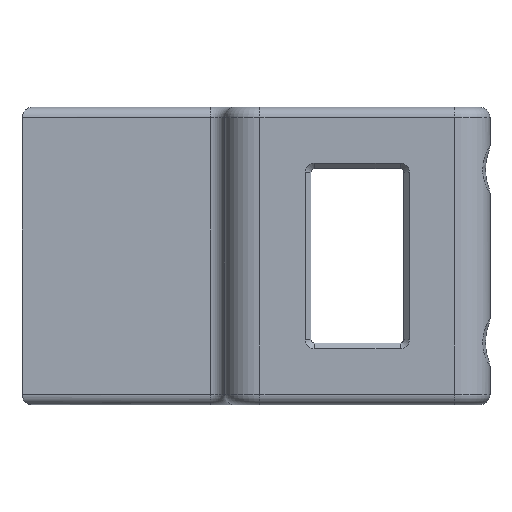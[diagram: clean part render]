
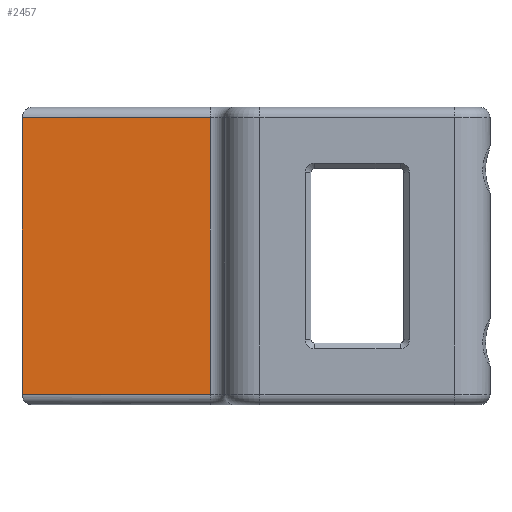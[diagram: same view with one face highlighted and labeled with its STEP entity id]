
A CAD part, top view. The second image highlights one B-rep face of the part: STEP entity #2457.
In plain terms, the highlighted planar face has unit normal (0, 0, 1).
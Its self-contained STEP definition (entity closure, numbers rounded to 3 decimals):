
#286=VECTOR('',#2984,1.);
#288=VECTOR('',#2992,1.);
#300=VECTOR('',#3046,1.);
#301=VECTOR('',#3050,1.);
#552=LINE('',#3932,#286);
#554=LINE('',#3938,#288);
#566=LINE('',#3991,#300);
#567=LINE('',#3995,#301);
#809=VERTEX_POINT('',#3902);
#823=VERTEX_POINT('',#3931);
#825=VERTEX_POINT('',#3939);
#843=VERTEX_POINT('',#3992);
#1183=EDGE_CURVE('',#823,#809,#552,.T.);
#1186=EDGE_CURVE('',#809,#825,#554,.T.);
#1213=EDGE_CURVE('',#825,#843,#566,.T.);
#1215=EDGE_CURVE('',#843,#823,#567,.T.);
#1692=ORIENTED_EDGE('',*,*,#1186,.F.);
#1693=ORIENTED_EDGE('',*,*,#1183,.F.);
#1694=ORIENTED_EDGE('',*,*,#1215,.F.);
#1695=ORIENTED_EDGE('',*,*,#1213,.F.);
#2162=EDGE_LOOP('',(#1692,#1693,#1694,#1695));
#2310=FACE_BOUND('',#2162,.T.);
#2457=ADVANCED_FACE('',(#2310),#4327,.T.);
#2635=AXIS2_PLACEMENT_3D('',#3994,#3049,$);
#2984=DIRECTION('',(0.,1.,0.));
#2992=DIRECTION('',(1.,0.,0.));
#3046=DIRECTION('',(0.,-1.,0.));
#3049=DIRECTION('',(0.,0.,1.));
#3050=DIRECTION('',(-1.,0.,0.));
#3902=CARTESIAN_POINT('',(0.,-1.5,2.));
#3931=CARTESIAN_POINT('',(0.,-40.45,2.));
#3932=CARTESIAN_POINT('',(0.,0.,2.));
#3938=CARTESIAN_POINT('',(33.,-1.5,2.));
#3939=CARTESIAN_POINT('',(26.58,-1.5,2.));
#3991=CARTESIAN_POINT('',(26.58,-20.975,2.));
#3992=CARTESIAN_POINT('',(26.58,-40.45,2.));
#3994=CARTESIAN_POINT('',(33.,-20.975,2.));
#3995=CARTESIAN_POINT('',(33.,-40.45,2.));
#4327=PLANE('',#2635);
